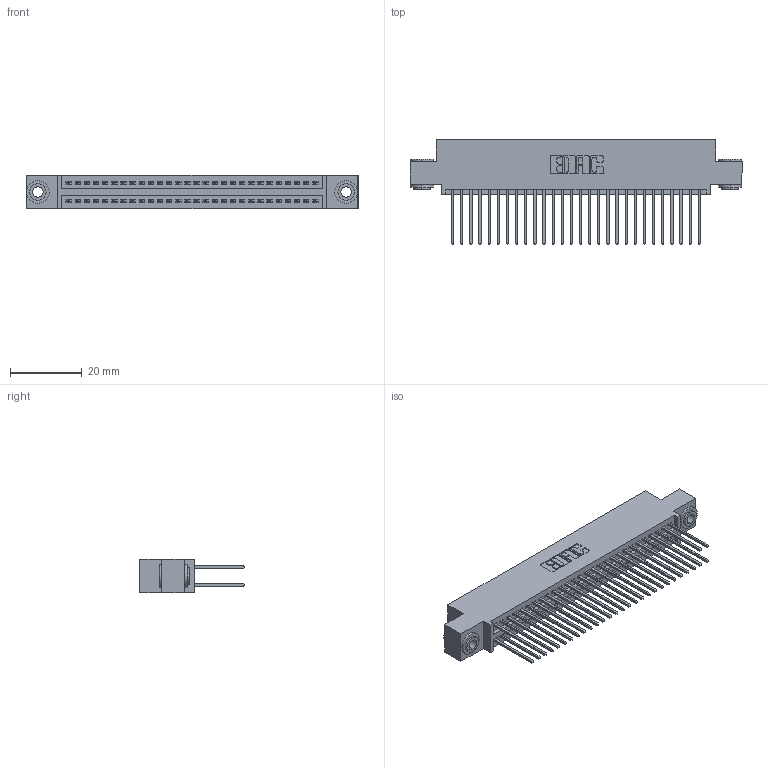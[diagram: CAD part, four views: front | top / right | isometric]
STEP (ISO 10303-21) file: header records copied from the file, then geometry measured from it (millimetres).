
FILE_DESCRIPTION (( 'STEP AP203' ), '1' );
FILE_NAME ('395-056-540-503.STEP', '2019-10-19T18:37:48', ( '' ), ( '' ), 'SwSTEP 2.0', 'SolidWorks 2016', '' );
FILE_SCHEMA (( 'CONFIG_CONTROL_DESIGN' ));
Length unit declared in the file: inch
Products named in the file (4): 395-056-540-503; 345 Part_0.110 Offset - 0.156 Dia-TH; 345-292-001_345-293-140; 345-250-002_345-250-002-102
Assembly tree (59 placements, depth 2):
  395-056-540-503
    345 Part_0.110 Offset - 0.156 Dia-TH
    345-292-001_345-293-140  x56
    345-250-002_345-250-002-102  x2
Bounding box: 92.33 x 29.13 x 9.4 mm (x, y, z)
Volume: 8997.3 mm3; surface area: 14311 mm2
Topology: 59 solids, 59 shells, 2968 faces, 8773 edges, 5770 vertices
Faces by surface type: plane 1942, cylinder 1018, cone 8
Entity records: 24654 total; most frequent: CARTESIAN_POINT 4123, ORIENTED_EDGE 4050, DIRECTION 3683, EDGE_CURVE 2025, LINE 1757, VECTOR 1757, VERTEX_POINT 1346, AXIS2_PLACEMENT_3D 963
